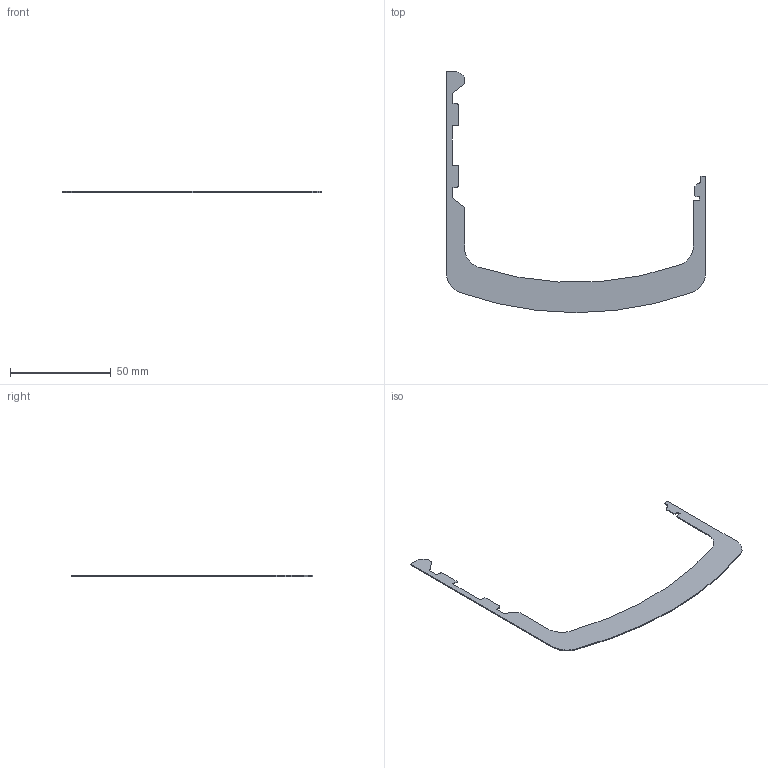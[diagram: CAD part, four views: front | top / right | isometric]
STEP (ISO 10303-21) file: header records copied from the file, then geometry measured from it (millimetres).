
FILE_DESCRIPTION(/* description */ (''),/* implementation_level */ '2;1');
FILE_NAME(/* name */ 'Can-Handle_Test-Slice_01.stp',/* time_stamp */ '2015-11-18T15:12:03-05:00',/* author */ ('agranados'),/* organization */ (''),/* preprocessor_version */ 'ST-DEVELOPER v16.1',/* originating_system */ 'AutoCAD Mechanical',/* authorisation */ '');
FILE_SCHEMA (('AUTOMOTIVE_DESIGN { 1 0 10303 214 3 1 1 }'));
Length unit declared in the file: inch
Products named in the file (1): Product
Bounding box: 128.67 x 119.88 x 0.51 mm (x, y, z)
Volume: 1398.6 mm3; surface area: 5800.4 mm2
Topology: 1 solids, 1 shells, 40 faces, 117 edges, 79 vertices
Faces by surface type: plane 20, cylinder 13, torus 4, cone 3
Entity records: 1433 total; most frequent: CARTESIAN_POINT 315, ORIENTED_EDGE 234, DIRECTION 225, EDGE_CURVE 117, VERTEX_POINT 79, AXIS2_PLACEMENT_3D 77, LINE 71, VECTOR 71
